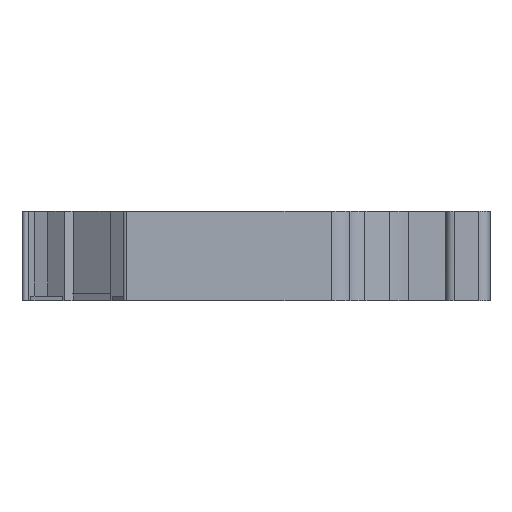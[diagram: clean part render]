
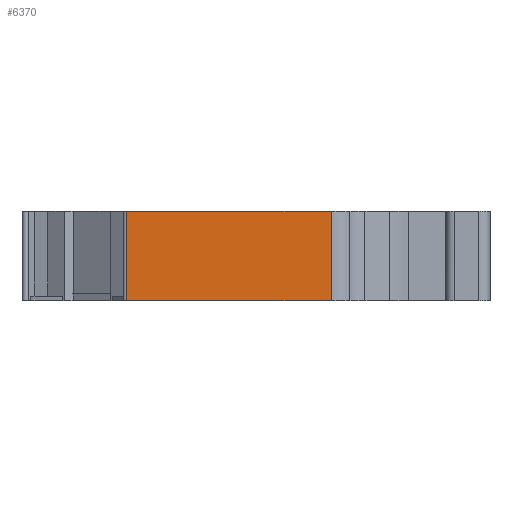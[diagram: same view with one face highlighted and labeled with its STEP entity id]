
A CAD part, left-side view. The second image highlights one B-rep face of the part: STEP entity #6370.
In plain terms, the highlighted planar face has unit normal (-1, 0, 0).
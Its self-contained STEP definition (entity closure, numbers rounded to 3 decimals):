
#11 = VECTOR ( 'NONE', #1601, 1000. ) ;
#293 = CARTESIAN_POINT ( 'NONE',  ( -47.401, -7.576, 0. ) ) ;
#390 = VERTEX_POINT ( 'NONE', #3093 ) ;
#463 = ORIENTED_EDGE ( 'NONE', *, *, #2503, .F. ) ;
#970 = CARTESIAN_POINT ( 'NONE',  ( -47.401, -25.815, 7.95 ) ) ;
#1042 = ORIENTED_EDGE ( 'NONE', *, *, #4520, .F. ) ;
#1309 = CARTESIAN_POINT ( 'NONE',  ( -47.401, -7.576, 7.95 ) ) ;
#1316 = LINE ( 'NONE', #293, #3068 ) ;
#1355 = EDGE_CURVE ( 'NONE', #4113, #2892, #1428, .T. ) ;
#1428 = LINE ( 'NONE', #4709, #11 ) ;
#1601 = DIRECTION ( 'NONE',  ( 0., 0., 1. ) ) ;
#1693 = AXIS2_PLACEMENT_3D ( 'NONE', #6466, #5817, #4770 ) ;
#2376 = FACE_OUTER_BOUND ( 'NONE', #4598, .T. ) ;
#2503 = EDGE_CURVE ( 'NONE', #4113, #390, #1316, .T. ) ;
#2892 = VERTEX_POINT ( 'NONE', #970 ) ;
#2960 = LINE ( 'NONE', #4416, #5451 ) ;
#2975 = CARTESIAN_POINT ( 'NONE',  ( -47.401, -25.815, 0. ) ) ;
#3000 = DIRECTION ( 'NONE',  ( 0., -1., 0. ) ) ;
#3029 = VECTOR ( 'NONE', #6786, 1000. ) ;
#3068 = VECTOR ( 'NONE', #5093, 1000. ) ;
#3093 = CARTESIAN_POINT ( 'NONE',  ( -47.401, -7.576, 0. ) ) ;
#3126 = ORIENTED_EDGE ( 'NONE', *, *, #5514, .F. ) ;
#4113 = VERTEX_POINT ( 'NONE', #2975 ) ;
#4398 = PLANE ( 'NONE',  #1693 ) ;
#4416 = CARTESIAN_POINT ( 'NONE',  ( -47.401, -7.576, 7.95 ) ) ;
#4520 = EDGE_CURVE ( 'NONE', #4594, #2892, #2960, .T. ) ;
#4594 = VERTEX_POINT ( 'NONE', #1309 ) ;
#4598 = EDGE_LOOP ( 'NONE', ( #5771, #1042, #3126, #463 ) ) ;
#4615 = LINE ( 'NONE', #5586, #3029 ) ;
#4709 = CARTESIAN_POINT ( 'NONE',  ( -47.401, -25.815, -19.988 ) ) ;
#4770 = DIRECTION ( 'NONE',  ( 0., -1., 0. ) ) ;
#5093 = DIRECTION ( 'NONE',  ( 0., 1., 0. ) ) ;
#5451 = VECTOR ( 'NONE', #3000, 1000. ) ;
#5514 = EDGE_CURVE ( 'NONE', #390, #4594, #4615, .T. ) ;
#5586 = CARTESIAN_POINT ( 'NONE',  ( -47.401, -7.576, -19.988 ) ) ;
#5771 = ORIENTED_EDGE ( 'NONE', *, *, #1355, .T. ) ;
#5817 = DIRECTION ( 'NONE',  ( -1., 0., 0. ) ) ;
#6370 = ADVANCED_FACE ( 'NONE', ( #2376 ), #4398, .T. ) ;
#6466 = CARTESIAN_POINT ( 'NONE',  ( -47.401, -7.576, -19.988 ) ) ;
#6786 = DIRECTION ( 'NONE',  ( 0., 0., 1. ) ) ;
